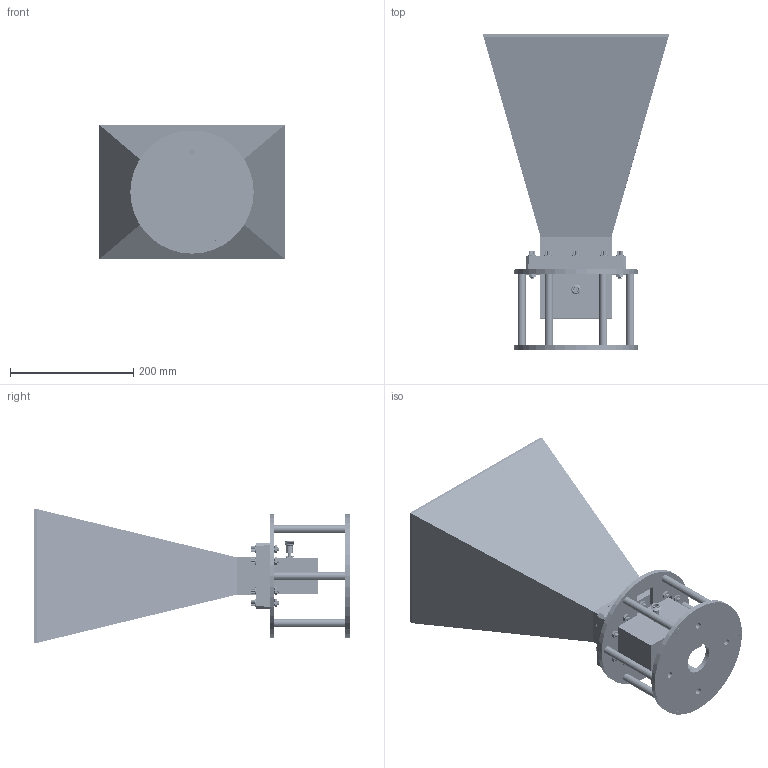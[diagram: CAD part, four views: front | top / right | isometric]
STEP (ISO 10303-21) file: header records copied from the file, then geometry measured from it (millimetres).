
FILE_DESCRIPTION (( 'STEP AP214' ), '1' );
FILE_NAME ('FM1WAN430-15NF_3D.step', '2024-03-20T16:11:48', ( '' ), ( '' ), 'SwSTEP 2.0', 'SolidWorks 2022', '' );
FILE_SCHEMA (( 'AUTOMOTIVE_DESIGN' ));
Length unit declared in the file: inch
Products named in the file (16): 1-4-20HN_94846A029; 1-4-LW; FMWAN430-MNT; PE9872_Body_; Copy of FMWAN430-MNT_LWR PLT^FMWAN430-MNT; 1-4-20SH-HXx1.25_2_92196A544; Copy of FMWAN430-MNT_UPR PLT^FMWAN430-MNT; 1-4-20SH-HXx1.25_92196A544; Copy of FMWAN430-MNT_STDF RND M4 FEM, 8OD X 64LG^FMWAN430-MNT; PE9872; PE9872_CON_1; FM1WAN430-15NF_3D; 112-N-PANEL_1; FMWAN430-15; 06142-con screw_1; 112-N_1
Assembly tree (49 placements, depth 4):
  FM1WAN430-15NF_3D
    FMWAN430-MNT
      Copy of FMWAN430-MNT_UPR PLT^FMWAN430-MNT
      Copy of FMWAN430-MNT_STDF RND M4 FEM, 8OD X 64LG^FMWAN430-MNT  x6
      Copy of FMWAN430-MNT_LWR PLT^FMWAN430-MNT
    FMWAN430-15
    1-4-20SH-HXx1.25_2_92196A544  x9
    1-4-20HN_94846A029  x10
    1-4-LW  x10
    1-4-20SH-HXx1.25_92196A544
    PE9872
      PE9872_CON_1
        06142-con screw_1  x4
        112-N-PANEL_1
        112-N_1
      PE9872_Body_
Bounding box: 300.23 x 511.45 x 217.15 mm (x, y, z)
Volume: 1689581.7 mm3; surface area: 792358.5 mm2
Topology: 46 solids, 46 shells, 4114 faces, 10386 edges, 6397 vertices
Faces by surface type: plane 1570, cylinder 1540, cone 946, bspline 58
Entity records: 38113 total; most frequent: CARTESIAN_POINT 14132, ORIENTED_EDGE 4898, DIRECTION 3973, EDGE_CURVE 2449, VERTEX_POINT 1529, AXIS2_PLACEMENT_3D 1528, EDGE_LOOP 1088, ADVANCED_FACE 960
